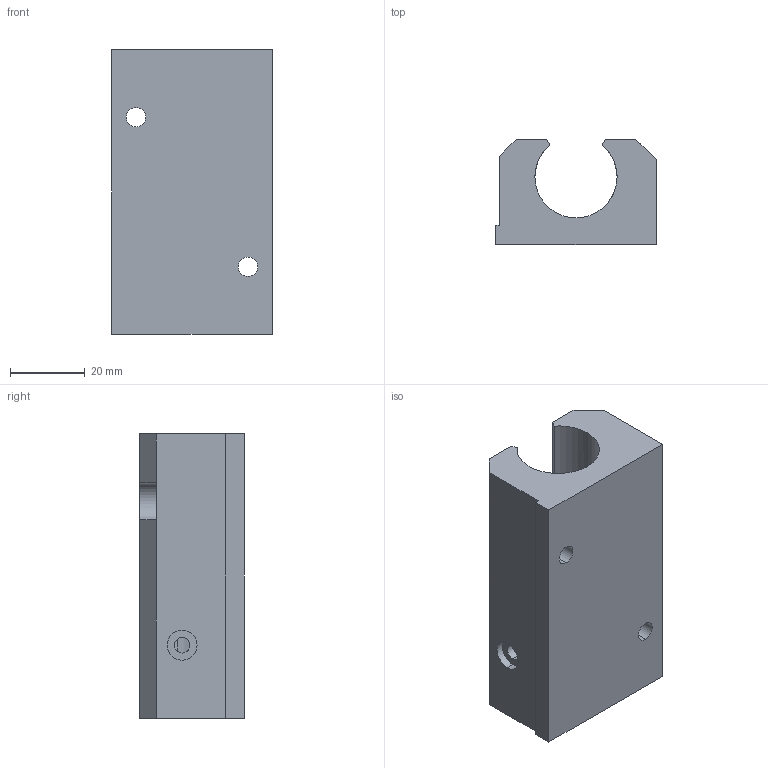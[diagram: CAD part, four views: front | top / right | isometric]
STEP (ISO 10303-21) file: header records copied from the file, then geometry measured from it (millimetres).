
FILE_DESCRIPTION (( 'STEP AP214' ), '1' );
FILE_NAME ('KTGO87-12.step', '2021-11-27T12:06:06', ( '' ), ( '' ), 'SwSTEP 2.0', 'SolidWorks 2021', '' );
FILE_SCHEMA (( 'AUTOMOTIVE_DESIGN' ));
Length unit declared in the file: millimetre
Products named in the file (1): KTGO87-12
Bounding box: 43 x 28 x 76 mm (x, y, z)
Volume: 56477.6 mm3; surface area: 16429.5 mm2
Topology: 1 solids, 1 shells, 45 faces, 123 edges, 80 vertices
Faces by surface type: plane 22, cylinder 21, cone 2
Entity records: 1753 total; most frequent: CARTESIAN_POINT 433, ORIENTED_EDGE 246, DIRECTION 241, EDGE_CURVE 123, AXIS2_PLACEMENT_3D 82, VERTEX_POINT 80, VECTOR 77, LINE 77
